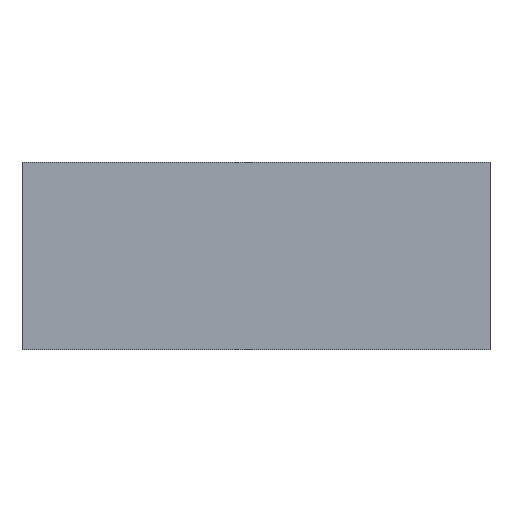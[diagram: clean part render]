
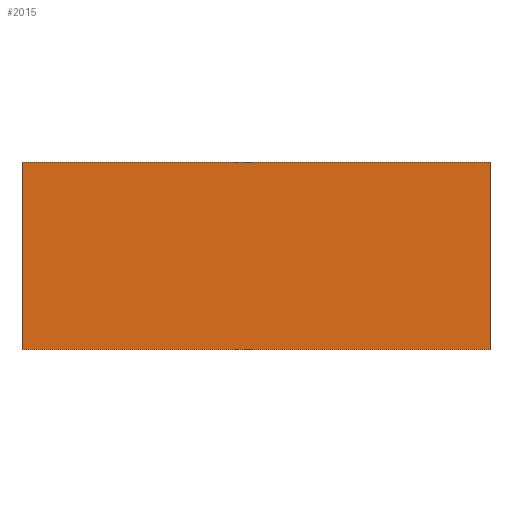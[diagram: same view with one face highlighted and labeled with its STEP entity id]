
A CAD part, top view. The second image highlights one B-rep face of the part: STEP entity #2015.
In plain terms, the highlighted planar face has unit normal (0, 0, 1).
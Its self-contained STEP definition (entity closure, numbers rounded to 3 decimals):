
#151=FACE_OUTER_BOUND('',#256,.T.);
#256=EDGE_LOOP('',(#1783,#1784,#1785,#1786));
#527=LINE('',#3273,#773);
#530=LINE('',#3279,#776);
#533=LINE('',#3285,#779);
#536=LINE('',#3289,#782);
#773=VECTOR('',#2693,10.);
#776=VECTOR('',#2698,10.);
#779=VECTOR('',#2703,10.);
#782=VECTOR('',#2708,10.);
#965=VERTEX_POINT('',#3270);
#966=VERTEX_POINT('',#3272);
#968=VERTEX_POINT('',#3278);
#970=VERTEX_POINT('',#3284);
#1247=EDGE_CURVE('',#966,#965,#527,.T.);
#1250=EDGE_CURVE('',#968,#966,#530,.T.);
#1253=EDGE_CURVE('',#970,#968,#533,.T.);
#1256=EDGE_CURVE('',#965,#970,#536,.T.);
#1783=ORIENTED_EDGE('',*,*,#1256,.T.);
#1784=ORIENTED_EDGE('',*,*,#1253,.T.);
#1785=ORIENTED_EDGE('',*,*,#1250,.T.);
#1786=ORIENTED_EDGE('',*,*,#1247,.T.);
#1911=PLANE('',#2175);
#2015=ADVANCED_FACE('',(#151),#1911,.T.);
#2175=AXIS2_PLACEMENT_3D('',#3290,#2709,#2710);
#2693=DIRECTION('',(0.,-1.,0.));
#2698=DIRECTION('',(-1.,0.,0.));
#2703=DIRECTION('',(0.,1.,0.));
#2708=DIRECTION('',(1.,0.,0.));
#2709=DIRECTION('center_axis',(0.,0.,1.));
#2710=DIRECTION('ref_axis',(1.,0.,0.));
#3270=CARTESIAN_POINT('',(-29.997,-18.104,28.));
#3272=CARTESIAN_POINT('',(-29.997,5.896,28.));
#3273=CARTESIAN_POINT('',(-29.997,-18.104,28.));
#3278=CARTESIAN_POINT('',(30.003,5.896,28.));
#3279=CARTESIAN_POINT('',(-29.997,5.896,28.));
#3284=CARTESIAN_POINT('',(30.003,-18.104,28.));
#3285=CARTESIAN_POINT('',(30.003,5.896,28.));
#3289=CARTESIAN_POINT('',(30.003,-18.104,28.));
#3290=CARTESIAN_POINT('Origin',(0.003,-6.104,28.));
